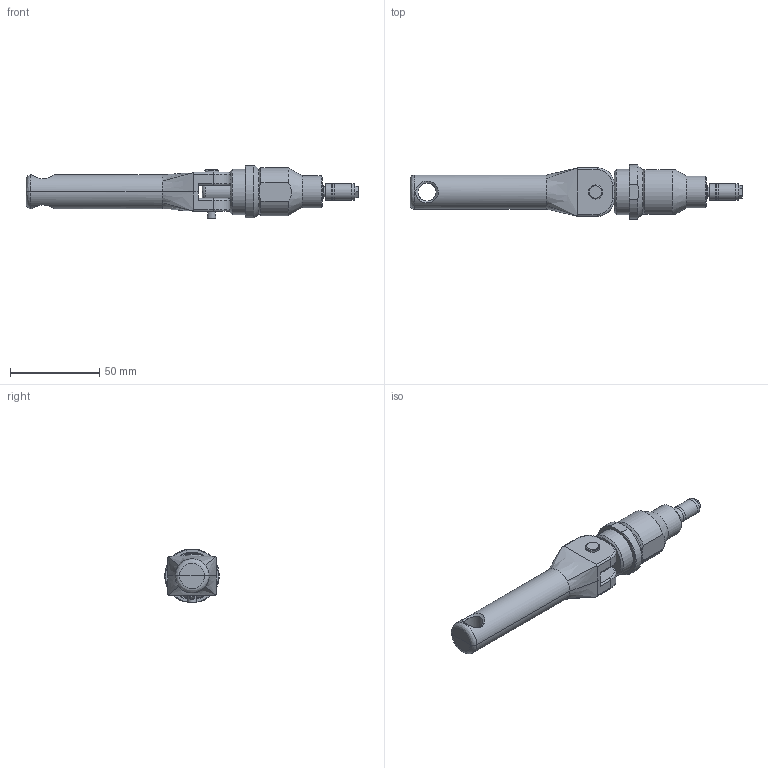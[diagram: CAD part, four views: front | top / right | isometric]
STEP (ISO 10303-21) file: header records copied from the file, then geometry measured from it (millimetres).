
FILE_DESCRIPTION(/* description */ (''),/* implementation_level */ '2;1');
FILE_NAME(/* name */ 'ZN101 CAD MODEL.stp',/* time_stamp */ '2014-10-09T09:32:06-05:00',/* author */ ('scottg'),/* organization */ ('FasTest,Inc.'),/* preprocessor_version */ 'ST-DEVELOPER v15.2',/* originating_system */ 'Autodesk Inventor 2014',/* authorisation */ '');
FILE_SCHEMA (('AUTOMOTIVE_DESIGN { 1 0 10303 214 3 1 1 }'));
Length unit declared in the file: inch
Products named in the file (4): ZN101 SOLID; 5ZN190 CADModel; H1131; ZN101 CAD MODEL
Bounding box: 185.78 x 30.42 x 29.34 mm (x, y, z)
Volume: 61100.3 mm3; surface area: 18485.5 mm2
Topology: 3 solids, 3 shells, 138 faces, 314 edges, 199 vertices
Faces by surface type: plane 50, cylinder 46, cone 19, bspline 12, torus 11
Full cylindrical faces by diameter (mm): 2.286 x1, 2.642 x1, 4.635 x1, 4.877 x2, 4.902 x1, 5.537 x4, 7.874 x1, 7.95 x1, 9.144 x4, 10.16 x2, 11.176 x1, 11.227 x1, 17.78 x1, 20.32 x1, 25.4 x1, 26.035 x1
Entity records: 4637 total; most frequent: CARTESIAN_POINT 1680, DIRECTION 605, ORIENTED_EDGE 530, EDGE_CURVE 265, AXIS2_PLACEMENT_3D 255, EDGE_LOOP 201, VERTEX_POINT 186, ADVANCED_FACE 138
